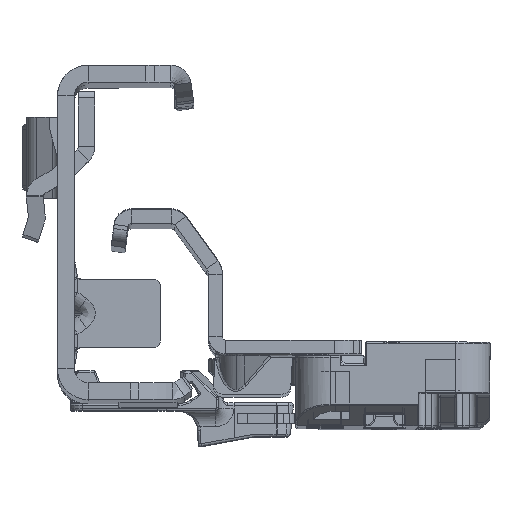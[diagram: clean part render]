
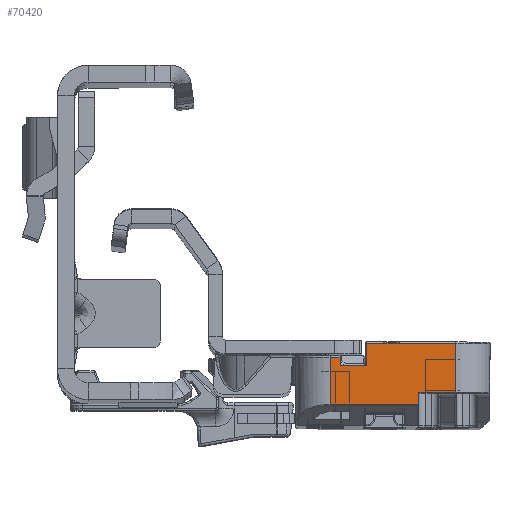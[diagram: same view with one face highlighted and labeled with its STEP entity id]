
A CAD part, top view. The second image highlights one B-rep face of the part: STEP entity #70420.
In plain terms, the highlighted face is planar.
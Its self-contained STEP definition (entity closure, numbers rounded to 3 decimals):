
#2707 = VECTOR ( 'NONE', #59366, 1000. ) ;
#7848 = EDGE_CURVE ( 'NONE', #17803, #17043, #9948, .T. ) ;
#9685 = EDGE_CURVE ( 'NONE', #90819, #55671, #112591, .T. ) ;
#9948 = CIRCLE ( 'NONE', #127415, 0.2 ) ;
#12104 = DIRECTION ( 'NONE',  ( 1., 0., 0. ) ) ;
#12761 = EDGE_CURVE ( 'NONE', #19528, #119534, #87008, .T. ) ;
#13263 = CARTESIAN_POINT ( 'NONE',  ( -0.75, -0.9, -284.5 ) ) ;
#14984 = EDGE_CURVE ( 'NONE', #120914, #17043, #121479, .T. ) ;
#15383 = VECTOR ( 'NONE', #33262, 1000. ) ;
#17043 = VERTEX_POINT ( 'NONE', #73510 ) ;
#17551 = ORIENTED_EDGE ( 'NONE', *, *, #48680, .F. ) ;
#17803 = VERTEX_POINT ( 'NONE', #125876 ) ;
#19270 = DIRECTION ( 'NONE',  ( 0., 0., 1. ) ) ;
#19528 = VERTEX_POINT ( 'NONE', #54152 ) ;
#19542 = LINE ( 'NONE', #58765, #99962 ) ;
#20302 = EDGE_CURVE ( 'NONE', #55274, #27060, #19542, .T. ) ;
#22078 = DIRECTION ( 'NONE',  ( 0., 1., 0. ) ) ;
#23057 = VERTEX_POINT ( 'NONE', #75843 ) ;
#24954 = DIRECTION ( 'NONE',  ( 1., 0., 0. ) ) ;
#25112 = CARTESIAN_POINT ( 'NONE',  ( -8.3, -6.785, -284.5 ) ) ;
#27060 = VERTEX_POINT ( 'NONE', #120993 ) ;
#29560 = VECTOR ( 'NONE', #24954, 1000. ) ;
#29859 = CARTESIAN_POINT ( 'NONE',  ( 4.6, -242.444, -284.5 ) ) ;
#31719 = CARTESIAN_POINT ( 'NONE',  ( -0.75, 2.1, -284.5 ) ) ;
#32242 = DIRECTION ( 'NONE',  ( -1., 0., 0. ) ) ;
#33262 = DIRECTION ( 'NONE',  ( 0., -1., 0. ) ) ;
#40346 = EDGE_CURVE ( 'NONE', #17803, #44831, #87509, .T. ) ;
#41970 = CARTESIAN_POINT ( 'NONE',  ( -8.3, -6.71, -284.5 ) ) ;
#43770 = VECTOR ( 'NONE', #59905, 1000. ) ;
#43863 = CARTESIAN_POINT ( 'NONE',  ( -8.3, -6.669, -284.5 ) ) ;
#44831 = VERTEX_POINT ( 'NONE', #121203 ) ;
#48680 = EDGE_CURVE ( 'NONE', #90819, #27060, #118000, .T. ) ;
#49723 = LINE ( 'NONE', #58736, #2707 ) ;
#52188 = EDGE_CURVE ( 'NONE', #119534, #23057, #71814, .T. ) ;
#53825 = EDGE_CURVE ( 'NONE', #55671, #44831, #99181, .T. ) ;
#54152 = CARTESIAN_POINT ( 'NONE',  ( -13.7, 2.1, -284.5 ) ) ;
#54621 = CARTESIAN_POINT ( 'NONE',  ( -8.273, -6.785, -284.5 ) ) ;
#55274 = VERTEX_POINT ( 'NONE', #84382 ) ;
#55671 = VERTEX_POINT ( 'NONE', #54621 ) ;
#57551 = ORIENTED_EDGE ( 'NONE', *, *, #52188, .T. ) ;
#57649 = EDGE_CURVE ( 'NONE', #120914, #19528, #90727, .T. ) ;
#58123 = EDGE_CURVE ( 'NONE', #99699, #55274, #49723, .T. ) ;
#58339 = FACE_OUTER_BOUND ( 'NONE', #125361, .T. ) ;
#58736 = CARTESIAN_POINT ( 'NONE',  ( 3.15, 0.1, -284.5 ) ) ;
#58765 = CARTESIAN_POINT ( 'NONE',  ( 4.6, 0.1, -284.5 ) ) ;
#59366 = DIRECTION ( 'NONE',  ( 0., 1., 0. ) ) ;
#59499 = LINE ( 'NONE', #98797, #103883 ) ;
#59600 = DIRECTION ( 'NONE',  ( 1., 0., 0. ) ) ;
#59905 = DIRECTION ( 'NONE',  ( 1., 0., 0. ) ) ;
#63223 = ORIENTED_EDGE ( 'NONE', *, *, #7848, .T. ) ;
#66220 = ORIENTED_EDGE ( 'NONE', *, *, #58123, .T. ) ;
#66265 = VECTOR ( 'NONE', #82306, 1000. ) ;
#70420 = ADVANCED_FACE ( 'NONE', ( #58339 ), #77008, .F. ) ;
#71814 = LINE ( 'NONE', #13263, #15383 ) ;
#72170 = CARTESIAN_POINT ( 'NONE',  ( 4.6, -6.785, -284.5 ) ) ;
#72256 = ORIENTED_EDGE ( 'NONE', *, *, #40346, .F. ) ;
#73510 = CARTESIAN_POINT ( 'NONE',  ( -8.5, -5., -284.5 ) ) ;
#75060 = CARTESIAN_POINT ( 'NONE',  ( -8.3, -5., -284.5 ) ) ;
#75843 = CARTESIAN_POINT ( 'NONE',  ( -0.75, -1.15, -284.5 ) ) ;
#77008 = PLANE ( 'NONE',  #114225 ) ;
#77641 = CARTESIAN_POINT ( 'NONE',  ( 19.8, 2.6, -284.5 ) ) ;
#79846 = CARTESIAN_POINT ( 'NONE',  ( -0.7, 2.1, -284.5 ) ) ;
#82306 = DIRECTION ( 'NONE',  ( 0., 1., 0. ) ) ;
#84382 = CARTESIAN_POINT ( 'NONE',  ( 3.15, 0.1, -284.5 ) ) ;
#84543 = CARTESIAN_POINT ( 'NONE',  ( -13.7, -5., -284.5 ) ) ;
#87008 = LINE ( 'NONE', #79846, #43770 ) ;
#87328 = DIRECTION ( 'NONE',  ( 0., 0., 1. ) ) ;
#87509 = LINE ( 'NONE', #125505, #113672 ) ;
#90727 = LINE ( 'NONE', #119692, #66265 ) ;
#90819 = VERTEX_POINT ( 'NONE', #72170 ) ;
#98797 = CARTESIAN_POINT ( 'NONE',  ( 19.8, -1.15, -284.5 ) ) ;
#98835 = CARTESIAN_POINT ( 'NONE',  ( 3.15, -1.15, -284.5 ) ) ;
#99181 =( BOUNDED_CURVE ( )  B_SPLINE_CURVE ( 3, ( #120471, #99892, #41970, #43863 ),
 .UNSPECIFIED., .F., .F. ) 
 B_SPLINE_CURVE_WITH_KNOTS ( ( 4, 4 ),
 ( 1.047, 1.571 ),
 .UNSPECIFIED. ) 
 CURVE ( )  GEOMETRIC_REPRESENTATION_ITEM ( )  RATIONAL_B_SPLINE_CURVE ( ( 1., 0.977, 0.977, 1. ) ) 
 REPRESENTATION_ITEM ( '' )  );
#99418 = DIRECTION ( 'NONE',  ( 1., 0., 0. ) ) ;
#99699 = VERTEX_POINT ( 'NONE', #98835 ) ;
#99892 = CARTESIAN_POINT ( 'NONE',  ( -8.291, -6.749, -284.5 ) ) ;
#99962 = VECTOR ( 'NONE', #105789, 1000. ) ;
#100575 = ORIENTED_EDGE ( 'NONE', *, *, #53825, .T. ) ;
#101026 = VECTOR ( 'NONE', #22078, 1000. ) ;
#102725 = VECTOR ( 'NONE', #32242, 1000. ) ;
#103883 = VECTOR ( 'NONE', #99418, 1000. ) ;
#105182 = ORIENTED_EDGE ( 'NONE', *, *, #12761, .T. ) ;
#105789 = DIRECTION ( 'NONE',  ( 1., 0., 0. ) ) ;
#107419 = CARTESIAN_POINT ( 'NONE',  ( -8.5, -5.2, -284.5 ) ) ;
#112591 = LINE ( 'NONE', #25112, #102725 ) ;
#112882 = EDGE_CURVE ( 'NONE', #23057, #99699, #59499, .T. ) ;
#113111 = ORIENTED_EDGE ( 'NONE', *, *, #20302, .T. ) ;
#113672 = VECTOR ( 'NONE', #117113, 1000. ) ;
#114180 = ORIENTED_EDGE ( 'NONE', *, *, #57649, .T. ) ;
#114225 = AXIS2_PLACEMENT_3D ( 'NONE', #77641, #87328, #59600 ) ;
#117113 = DIRECTION ( 'NONE',  ( 0., -1., 0. ) ) ;
#118000 = LINE ( 'NONE', #29859, #101026 ) ;
#118032 = ORIENTED_EDGE ( 'NONE', *, *, #112882, .T. ) ;
#119534 = VERTEX_POINT ( 'NONE', #31719 ) ;
#119692 = CARTESIAN_POINT ( 'NONE',  ( -13.7, 2., -284.5 ) ) ;
#119877 = ORIENTED_EDGE ( 'NONE', *, *, #9685, .T. ) ;
#120471 = CARTESIAN_POINT ( 'NONE',  ( -8.273, -6.785, -284.5 ) ) ;
#120914 = VERTEX_POINT ( 'NONE', #84543 ) ;
#120993 = CARTESIAN_POINT ( 'NONE',  ( 4.6, 0.1, -284.5 ) ) ;
#121203 = CARTESIAN_POINT ( 'NONE',  ( -8.3, -6.669, -284.5 ) ) ;
#121479 = LINE ( 'NONE', #75060, #29560 ) ;
#123907 = ORIENTED_EDGE ( 'NONE', *, *, #14984, .F. ) ;
#125361 = EDGE_LOOP ( 'NONE', ( #118032, #66220, #113111, #17551, #119877, #100575, #72256, #63223, #123907, #114180, #105182, #57551 ) ) ;
#125505 = CARTESIAN_POINT ( 'NONE',  ( -8.3, 0., -284.5 ) ) ;
#125876 = CARTESIAN_POINT ( 'NONE',  ( -8.3, -5.2, -284.5 ) ) ;
#127415 = AXIS2_PLACEMENT_3D ( 'NONE', #107419, #19270, #12104 ) ;
